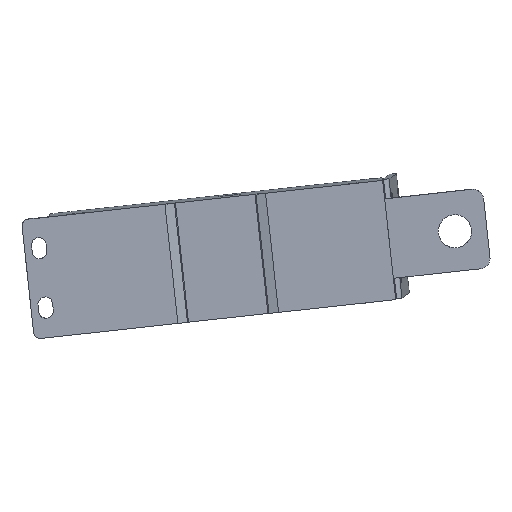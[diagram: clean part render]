
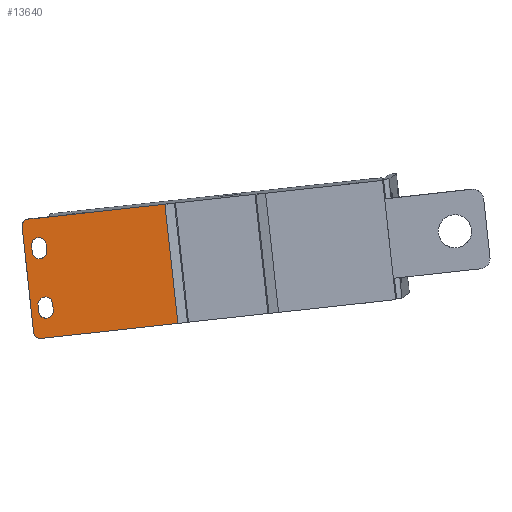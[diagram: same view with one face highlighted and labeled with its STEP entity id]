
A CAD part, front view. The second image highlights one B-rep face of the part: STEP entity #13640.
In plain terms, the highlighted face is planar.
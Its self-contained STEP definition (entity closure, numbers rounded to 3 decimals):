
#261=FACE_BOUND('',#2386,.T.);
#262=FACE_BOUND('',#2387,.T.);
#922=PLANE('',#14629);
#1568=FACE_OUTER_BOUND('',#2385,.T.);
#2385=EDGE_LOOP('',(#11448,#11449,#11450,#11451,#11452,#11453));
#2386=EDGE_LOOP('',(#11454,#11455,#11456,#11457));
#2387=EDGE_LOOP('',(#11458,#11459,#11460,#11461));
#3039=LINE('',#20954,#4336);
#3196=LINE('',#21402,#4493);
#3546=LINE('',#22372,#4843);
#3557=LINE('',#22399,#4854);
#3558=LINE('',#22402,#4855);
#3559=LINE('',#22406,#4856);
#3560=LINE('',#22410,#4857);
#3561=LINE('',#22414,#4858);
#4336=VECTOR('',#15669,10.);
#4493=VECTOR('',#16026,10.);
#4843=VECTOR('',#17122,10.);
#4854=VECTOR('',#17153,10.);
#4855=VECTOR('',#17154,10.);
#4856=VECTOR('',#17157,10.);
#4857=VECTOR('',#17160,10.);
#4858=VECTOR('',#17163,10.);
#5368=CIRCLE('',#14239,2.5);
#5374=CIRCLE('',#14248,2.5);
#5501=CIRCLE('',#14630,2.75);
#5502=CIRCLE('',#14631,2.75);
#5503=CIRCLE('',#14632,2.75);
#5504=CIRCLE('',#14633,2.75);
#6071=VERTEX_POINT('',#20951);
#6072=VERTEX_POINT('',#20953);
#6251=VERTEX_POINT('',#21371);
#6263=VERTEX_POINT('',#21401);
#6264=VERTEX_POINT('',#21405);
#6510=VERTEX_POINT('',#22370);
#6517=VERTEX_POINT('',#22400);
#6518=VERTEX_POINT('',#22401);
#6519=VERTEX_POINT('',#22403);
#6520=VERTEX_POINT('',#22405);
#6521=VERTEX_POINT('',#22408);
#6522=VERTEX_POINT('',#22409);
#6523=VERTEX_POINT('',#22411);
#6524=VERTEX_POINT('',#22413);
#7546=EDGE_CURVE('',#6071,#6072,#3039,.T.);
#7751=EDGE_CURVE('',#6072,#6251,#5368,.T.);
#7767=EDGE_CURVE('',#6263,#6251,#3196,.T.);
#7769=EDGE_CURVE('',#6263,#6264,#5374,.T.);
#8244=EDGE_CURVE('',#6071,#6510,#3546,.T.);
#8257=EDGE_CURVE('',#6264,#6510,#3557,.T.);
#8258=EDGE_CURVE('',#6517,#6518,#3558,.T.);
#8259=EDGE_CURVE('',#6518,#6519,#5501,.T.);
#8260=EDGE_CURVE('',#6519,#6520,#3559,.T.);
#8261=EDGE_CURVE('',#6520,#6517,#5502,.T.);
#8262=EDGE_CURVE('',#6521,#6522,#3560,.T.);
#8263=EDGE_CURVE('',#6522,#6523,#5503,.T.);
#8264=EDGE_CURVE('',#6523,#6524,#3561,.T.);
#8265=EDGE_CURVE('',#6524,#6521,#5504,.T.);
#11448=ORIENTED_EDGE('',*,*,#7751,.F.);
#11449=ORIENTED_EDGE('',*,*,#7546,.F.);
#11450=ORIENTED_EDGE('',*,*,#8244,.T.);
#11451=ORIENTED_EDGE('',*,*,#8257,.F.);
#11452=ORIENTED_EDGE('',*,*,#7769,.F.);
#11453=ORIENTED_EDGE('',*,*,#7767,.T.);
#11454=ORIENTED_EDGE('',*,*,#8258,.T.);
#11455=ORIENTED_EDGE('',*,*,#8259,.T.);
#11456=ORIENTED_EDGE('',*,*,#8260,.T.);
#11457=ORIENTED_EDGE('',*,*,#8261,.T.);
#11458=ORIENTED_EDGE('',*,*,#8262,.T.);
#11459=ORIENTED_EDGE('',*,*,#8263,.T.);
#11460=ORIENTED_EDGE('',*,*,#8264,.T.);
#11461=ORIENTED_EDGE('',*,*,#8265,.T.);
#13640=ADVANCED_FACE('',(#1568,#261,#262),#922,.T.);
#14239=AXIS2_PLACEMENT_3D('',#21372,#16000,#16001);
#14248=AXIS2_PLACEMENT_3D('',#21406,#16030,#16031);
#14629=AXIS2_PLACEMENT_3D('',#22398,#17151,#17152);
#14630=AXIS2_PLACEMENT_3D('',#22404,#17155,#17156);
#14631=AXIS2_PLACEMENT_3D('',#22407,#17158,#17159);
#14632=AXIS2_PLACEMENT_3D('',#22412,#17161,#17162);
#14633=AXIS2_PLACEMENT_3D('',#22415,#17164,#17165);
#15669=DIRECTION('',(0.,0.,1.));
#16000=DIRECTION('center_axis',(0.,1.,0.));
#16001=DIRECTION('ref_axis',(-0.707,0.,0.707));
#16026=DIRECTION('',(-1.,0.,0.));
#16030=DIRECTION('center_axis',(0.,1.,0.));
#16031=DIRECTION('ref_axis',(0.707,0.,0.707));
#17122=DIRECTION('',(1.,0.,0.));
#17151=DIRECTION('center_axis',(0.,-1.,0.));
#17152=DIRECTION('ref_axis',(0.,0.,1.));
#17153=DIRECTION('',(0.,0.,-1.));
#17154=DIRECTION('',(-1.,0.,0.));
#17155=DIRECTION('center_axis',(0.,1.,0.));
#17156=DIRECTION('ref_axis',(0.,0.,-1.));
#17157=DIRECTION('',(1.,0.,0.));
#17158=DIRECTION('center_axis',(0.,1.,0.));
#17159=DIRECTION('ref_axis',(0.,0.,1.));
#17160=DIRECTION('',(-1.,0.,0.));
#17161=DIRECTION('center_axis',(0.,1.,0.));
#17162=DIRECTION('ref_axis',(0.,0.,-1.));
#17163=DIRECTION('',(1.,0.,0.));
#17164=DIRECTION('center_axis',(0.,1.,0.));
#17165=DIRECTION('ref_axis',(0.,0.,1.));
#20951=CARTESIAN_POINT('',(-45.,0.,82.2));
#20953=CARTESIAN_POINT('',(-45.,0.,133.9));
#20954=CARTESIAN_POINT('',(-45.,0.,136.4));
#21371=CARTESIAN_POINT('',(-42.5,0.,136.4));
#21372=CARTESIAN_POINT('Origin',(-42.5,0.,133.9));
#21401=CARTESIAN_POINT('',(-2.5,0.,136.4));
#21402=CARTESIAN_POINT('',(0.,0.,136.4));
#21405=CARTESIAN_POINT('',(0.,0.,133.9));
#21406=CARTESIAN_POINT('Origin',(-2.5,0.,133.9));
#22370=CARTESIAN_POINT('',(0.,0.,82.2));
#22372=CARTESIAN_POINT('',(0.,0.,82.2));
#22398=CARTESIAN_POINT('Origin',(0.,0.,0.));
#22399=CARTESIAN_POINT('',(0.,0.,136.4));
#22400=CARTESIAN_POINT('',(-10.05,0.,128.15));
#22401=CARTESIAN_POINT('',(-12.55,0.,128.15));
#22402=CARTESIAN_POINT('',(-6.275,0.,128.15));
#22403=CARTESIAN_POINT('',(-12.55,0.,133.65));
#22404=CARTESIAN_POINT('Origin',(-12.55,0.,130.9));
#22405=CARTESIAN_POINT('',(-10.05,0.,133.65));
#22406=CARTESIAN_POINT('',(-5.025,0.,133.65));
#22407=CARTESIAN_POINT('Origin',(-10.05,0.,130.9));
#22408=CARTESIAN_POINT('',(-32.45,0.,128.15));
#22409=CARTESIAN_POINT('',(-34.95,0.,128.15));
#22410=CARTESIAN_POINT('',(-17.475,0.,128.15));
#22411=CARTESIAN_POINT('',(-34.95,0.,133.65));
#22412=CARTESIAN_POINT('Origin',(-34.95,0.,130.9));
#22413=CARTESIAN_POINT('',(-32.45,0.,133.65));
#22414=CARTESIAN_POINT('',(-16.225,0.,133.65));
#22415=CARTESIAN_POINT('Origin',(-32.45,0.,130.9));
